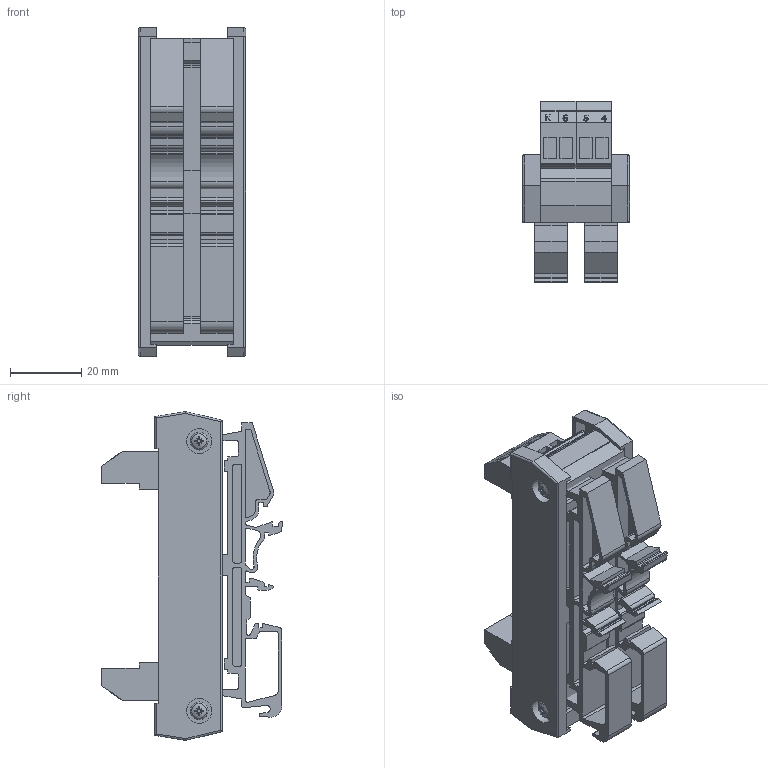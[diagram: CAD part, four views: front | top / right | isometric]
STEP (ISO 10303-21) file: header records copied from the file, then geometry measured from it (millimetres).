
FILE_DESCRIPTION((''),'2;1');
FILE_NAME('8850.2.stp','2013-12-30T14:45:39',('roland'),(''),'Autodesk Inventor 2013','Autodesk Inventor 2013','');
FILE_SCHEMA(('CONFIG_CONTROL_DESIGN'));
Length unit declared in the file: millimetre
Products named in the file (12): 8850; 6 plate; 2 hole green; diode long 1A bussed; bussed filler; BASE SIDE; 6diodes; BS EN ISO 7045 Z - Metric M2.5 x 10 - 4.8 - Z; BASE LEGS; K Lable; 6 lable 1 & 3 AMP; 6 lable b 1 & 3 AMP
Assembly tree (26 placements, depth 2):
  8850
    6 plate
    2 hole green  x4
    diode long 1A bussed  x6
    bussed filler  x2
    BASE SIDE  x2
    6diodes
    BS EN ISO 7045 Z - Metric M2.5 x 10 - 4.8 - Z  x4
    BASE LEGS  x2
    K Lable  x2
    6 lable 1 & 3 AMP
    6 lable b 1 & 3 AMP
Bounding box: 30 x 50.69 x 91.98 mm (x, y, z)
Volume: 27487.2 mm3; surface area: 41199.5 mm2
Topology: 26 solids, 26 shells, 1255 faces, 3419 edges, 2232 vertices
Faces by surface type: plane 769, cylinder 307, bspline 79, cone 64, torus 20, sphere 16
Full cylindrical faces by diameter (mm): 0.68 x30, 1 x24, 1.3 x8, 2.256 x4, 2.5 x4, 2.649 x6, 2.65 x6, 3.2 x4, 3.75 x8, 7 x4, 9 x4
Entity records: 23308 total; most frequent: CARTESIAN_POINT 5191, ORIENTED_EDGE 3724, DIRECTION 3454, EDGE_CURVE 1862, VECTOR 1294, LINE 1294, VERTEX_POINT 1272, AXIS2_PLACEMENT_3D 1080
